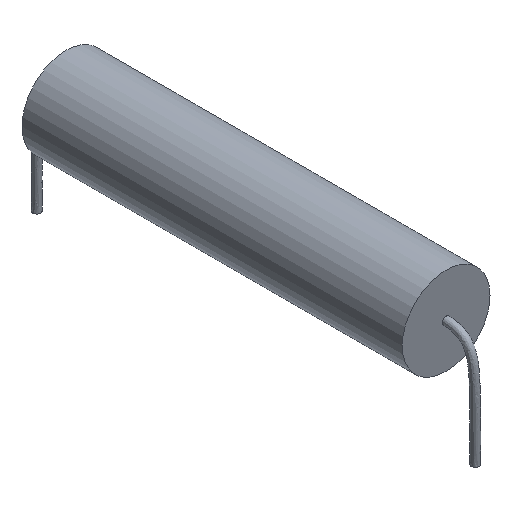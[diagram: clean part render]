
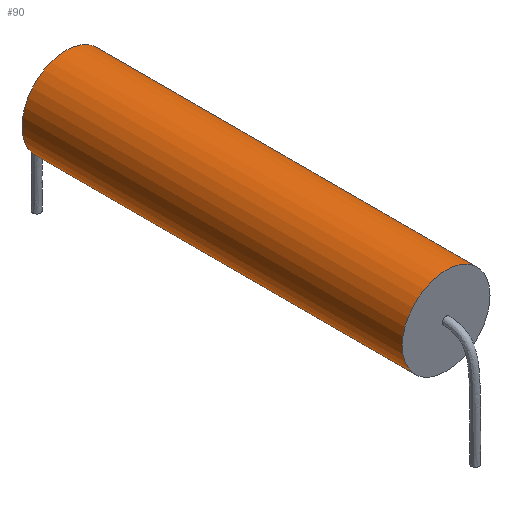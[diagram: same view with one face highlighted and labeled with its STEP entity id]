
A CAD part, isometric view. The second image highlights one B-rep face of the part: STEP entity #90.
In plain terms, the highlighted cylindrical face has radius 6 mm (diameter 12 mm), a full revolution.
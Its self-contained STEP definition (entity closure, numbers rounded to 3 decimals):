
#23=LINE('',#163,#24);
#24=VECTOR('',#137,6.);
#25=CYLINDRICAL_SURFACE('',#116,6.);
#27=FACE_OUTER_BOUND('',#36,.T.);
#36=EDGE_LOOP('',(#66,#67,#68,#69));
#44=CIRCLE('',#115,6.);
#45=CIRCLE('',#117,6.);
#50=VERTEX_POINT('',#158);
#51=VERTEX_POINT('',#161);
#56=EDGE_CURVE('',#50,#50,#44,.T.);
#57=EDGE_CURVE('',#51,#51,#45,.T.);
#58=EDGE_CURVE('',#51,#50,#23,.T.);
#66=ORIENTED_EDGE('',*,*,#57,.F.);
#67=ORIENTED_EDGE('',*,*,#58,.T.);
#68=ORIENTED_EDGE('',*,*,#56,.F.);
#69=ORIENTED_EDGE('',*,*,#58,.F.);
#90=ADVANCED_FACE('',(#27),#25,.T.);
#115=AXIS2_PLACEMENT_3D('',#159,#131,#132);
#116=AXIS2_PLACEMENT_3D('',#160,#133,#134);
#117=AXIS2_PLACEMENT_3D('',#162,#135,#136);
#131=DIRECTION('center_axis',(0.,-1.,0.));
#132=DIRECTION('ref_axis',(1.,0.,0.));
#133=DIRECTION('center_axis',(0.,1.,0.));
#134=DIRECTION('ref_axis',(1.,0.,0.));
#135=DIRECTION('center_axis',(0.,1.,0.));
#136=DIRECTION('ref_axis',(1.,0.,0.));
#137=DIRECTION('',(0.,-1.,0.));
#158=CARTESIAN_POINT('',(-6.,-26.,0.));
#159=CARTESIAN_POINT('Origin',(0.,-26.,0.));
#160=CARTESIAN_POINT('Origin',(0.,0.,0.));
#161=CARTESIAN_POINT('',(-6.,26.,0.));
#162=CARTESIAN_POINT('Origin',(0.,26.,0.));
#163=CARTESIAN_POINT('',(-6.,0.,0.));
